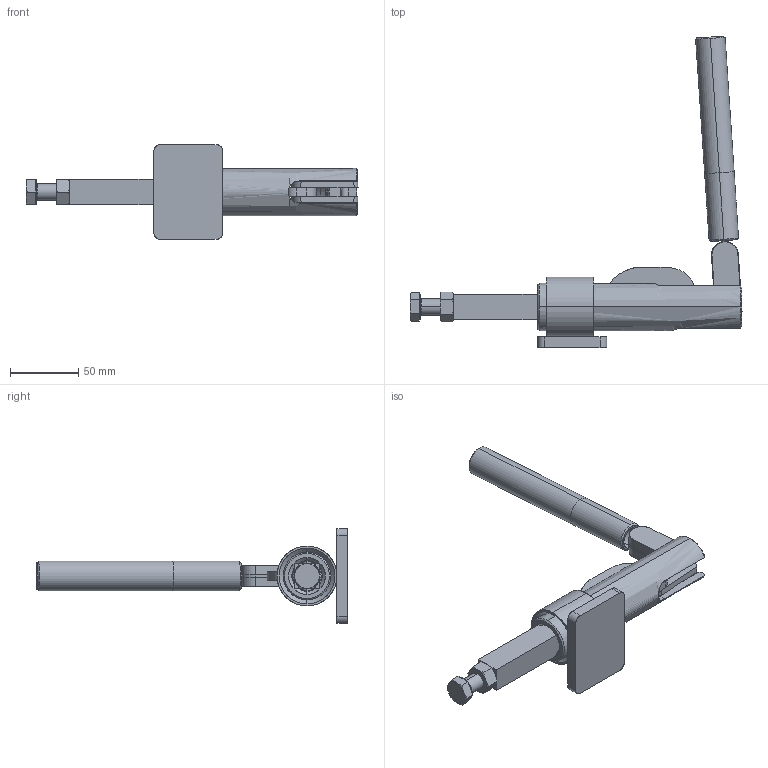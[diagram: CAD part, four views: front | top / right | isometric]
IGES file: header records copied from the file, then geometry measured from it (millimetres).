
Start section: SolidWorks IGES file using analytic representation for surfaces
Global section: file name: 8HGH-30519M(簡化).IGS; native system: SolidWorks 2016; preprocessor: SolidWorks 2016; author: LinWei; date: 200619.153338; units: millimetre
Bounding box: 244.11 x 229.09 x 69.8 mm (x, y, z)
Surface area: 92108.8 mm2 (no closed solid volume)
Topology: 0 solids, 0 shells, 454 faces, 6009 edges, 6007 vertices
Faces by surface type: bspline 326, revolution 128
